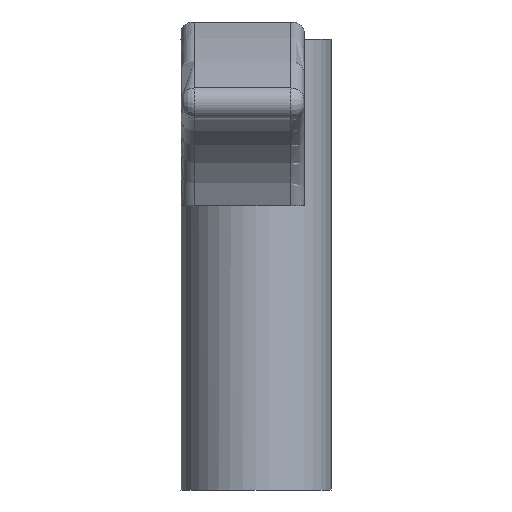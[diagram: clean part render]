
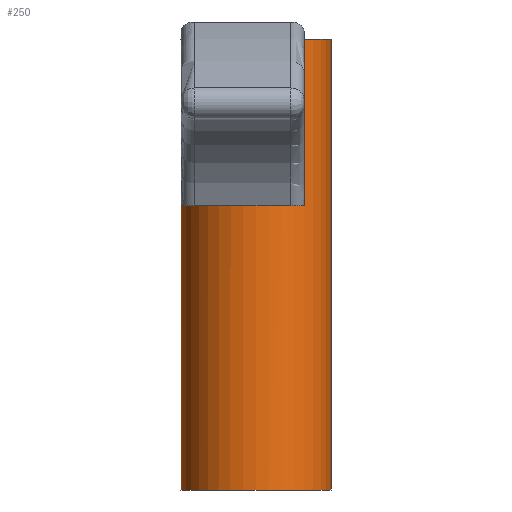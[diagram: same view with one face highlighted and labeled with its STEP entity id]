
A CAD part, left-side view. The second image highlights one B-rep face of the part: STEP entity #250.
In plain terms, the highlighted cylindrical face has radius 6.7 mm (diameter 13.401 mm), a full revolution.
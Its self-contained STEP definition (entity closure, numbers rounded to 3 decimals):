
#22 = VERTEX_POINT('',#23);
#23 = CARTESIAN_POINT('',(-0.083,6.7,141.884));
#41 = VERTEX_POINT('',#42);
#42 = CARTESIAN_POINT('',(-5.139,-4.3,141.884));
#80 = EDGE_CURVE('',#81,#22,#83,.T.);
#81 = VERTEX_POINT('',#82);
#82 = CARTESIAN_POINT('',(0.083,6.7,141.884));
#83 = CIRCLE('',#84,6.701);
#84 = AXIS2_PLACEMENT_3D('',#85,#86,#87);
#85 = CARTESIAN_POINT('',(0.,0.,141.884));
#86 = DIRECTION('',(0.,0.,1.));
#87 = DIRECTION('',(-1.,0.,0.));
#105 = VERTEX_POINT('',#106);
#106 = CARTESIAN_POINT('',(5.139,-4.3,141.884));
#191 = EDGE_CURVE('',#41,#105,#192,.T.);
#192 = CIRCLE('',#193,6.701);
#193 = AXIS2_PLACEMENT_3D('',#194,#195,#196);
#194 = CARTESIAN_POINT('',(0.,0.,141.884));
#195 = DIRECTION('',(0.,0.,1.));
#196 = DIRECTION('',(-1.,0.,0.));
#250 = ADVANCED_FACE('',(#251),#335,.T.);
#251 = FACE_BOUND('',#252,.T.);
#252 = EDGE_LOOP('',(#253,#263,#270,#271,#280,#286,#287,#295,#304,#313,
    #319,#320,#328));
#253 = ORIENTED_EDGE('',*,*,#254,.F.);
#254 = EDGE_CURVE('',#255,#257,#259,.T.);
#255 = VERTEX_POINT('',#256);
#256 = CARTESIAN_POINT('',(-6.701,0.,101.6));
#257 = VERTEX_POINT('',#258);
#258 = CARTESIAN_POINT('',(-6.701,0.,127.));
#259 = LINE('',#260,#261);
#260 = CARTESIAN_POINT('',(-6.701,0.,101.6));
#261 = VECTOR('',#262,1.);
#262 = DIRECTION('',(0.,0.,1.));
#263 = ORIENTED_EDGE('',*,*,#264,.T.);
#264 = EDGE_CURVE('',#255,#255,#265,.T.);
#265 = CIRCLE('',#266,6.701);
#266 = AXIS2_PLACEMENT_3D('',#267,#268,#269);
#267 = CARTESIAN_POINT('',(0.,0.,101.6));
#268 = DIRECTION('',(0.,0.,1.));
#269 = DIRECTION('',(-1.,0.,0.));
#270 = ORIENTED_EDGE('',*,*,#254,.T.);
#271 = ORIENTED_EDGE('',*,*,#272,.F.);
#272 = EDGE_CURVE('',#273,#257,#275,.T.);
#273 = VERTEX_POINT('',#274);
#274 = CARTESIAN_POINT('',(-0.083,6.7,127.));
#275 = CIRCLE('',#276,6.701);
#276 = AXIS2_PLACEMENT_3D('',#277,#278,#279);
#277 = CARTESIAN_POINT('',(0.,0.,127.));
#278 = DIRECTION('',(0.,0.,1.));
#279 = DIRECTION('',(-1.,0.,0.));
#280 = ORIENTED_EDGE('',*,*,#281,.T.);
#281 = EDGE_CURVE('',#273,#22,#282,.T.);
#282 = LINE('',#283,#284);
#283 = CARTESIAN_POINT('',(-0.083,6.7,101.6));
#284 = VECTOR('',#285,1.);
#285 = DIRECTION('',(0.,0.,1.));
#286 = ORIENTED_EDGE('',*,*,#80,.F.);
#287 = ORIENTED_EDGE('',*,*,#288,.F.);
#288 = EDGE_CURVE('',#289,#81,#291,.T.);
#289 = VERTEX_POINT('',#290);
#290 = CARTESIAN_POINT('',(0.083,6.7,127.));
#291 = LINE('',#292,#293);
#292 = CARTESIAN_POINT('',(0.083,6.7,101.6));
#293 = VECTOR('',#294,1.);
#294 = DIRECTION('',(0.,0.,1.));
#295 = ORIENTED_EDGE('',*,*,#296,.F.);
#296 = EDGE_CURVE('',#297,#289,#299,.T.);
#297 = VERTEX_POINT('',#298);
#298 = CARTESIAN_POINT('',(6.701,0.,127.));
#299 = CIRCLE('',#300,6.701);
#300 = AXIS2_PLACEMENT_3D('',#301,#302,#303);
#301 = CARTESIAN_POINT('',(0.,0.,127.));
#302 = DIRECTION('',(0.,0.,1.));
#303 = DIRECTION('',(-1.,0.,0.));
#304 = ORIENTED_EDGE('',*,*,#305,.F.);
#305 = EDGE_CURVE('',#306,#297,#308,.T.);
#306 = VERTEX_POINT('',#307);
#307 = CARTESIAN_POINT('',(5.139,-4.3,127.));
#308 = CIRCLE('',#309,6.701);
#309 = AXIS2_PLACEMENT_3D('',#310,#311,#312);
#310 = CARTESIAN_POINT('',(0.,0.,127.));
#311 = DIRECTION('',(0.,0.,1.));
#312 = DIRECTION('',(-1.,0.,0.));
#313 = ORIENTED_EDGE('',*,*,#314,.T.);
#314 = EDGE_CURVE('',#306,#105,#315,.T.);
#315 = LINE('',#316,#317);
#316 = CARTESIAN_POINT('',(5.139,-4.3,101.6));
#317 = VECTOR('',#318,1.);
#318 = DIRECTION('',(0.,0.,1.));
#319 = ORIENTED_EDGE('',*,*,#191,.F.);
#320 = ORIENTED_EDGE('',*,*,#321,.F.);
#321 = EDGE_CURVE('',#322,#41,#324,.T.);
#322 = VERTEX_POINT('',#323);
#323 = CARTESIAN_POINT('',(-5.139,-4.3,127.));
#324 = LINE('',#325,#326);
#325 = CARTESIAN_POINT('',(-5.139,-4.3,101.6));
#326 = VECTOR('',#327,1.);
#327 = DIRECTION('',(0.,0.,1.));
#328 = ORIENTED_EDGE('',*,*,#329,.F.);
#329 = EDGE_CURVE('',#257,#322,#330,.T.);
#330 = CIRCLE('',#331,6.701);
#331 = AXIS2_PLACEMENT_3D('',#332,#333,#334);
#332 = CARTESIAN_POINT('',(0.,0.,127.));
#333 = DIRECTION('',(0.,0.,1.));
#334 = DIRECTION('',(-1.,0.,0.));
#335 = CYLINDRICAL_SURFACE('',#336,6.701);
#336 = AXIS2_PLACEMENT_3D('',#337,#338,#339);
#337 = CARTESIAN_POINT('',(0.,0.,101.6));
#338 = DIRECTION('',(0.,0.,1.));
#339 = DIRECTION('',(-1.,0.,0.));
